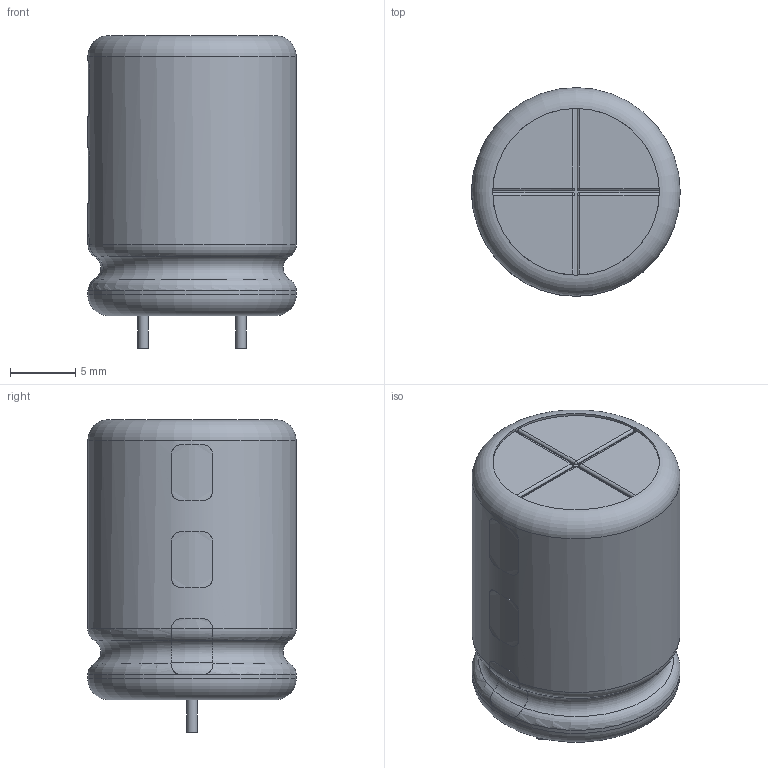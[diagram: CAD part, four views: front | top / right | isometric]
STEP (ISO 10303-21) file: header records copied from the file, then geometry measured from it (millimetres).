
FILE_DESCRIPTION(/* description */ (''),/* implementation_level */ '2;1');
FILE_NAME(/* name */ 'Cap TH D16.00mm H21.50mm L7.50mm.step',/* time_stamp */ '2020-05-30T03:02:02+02:00',/* author */ (''),/* organization */ (''),/* preprocessor_version */ 'ST-DEVELOPER v18.1',/* originating_system */ 'Autodesk Translation Framework v9.3.0.1241',/* authorisation */ '');
FILE_SCHEMA (('AUTOMOTIVE_DESIGN { 1 0 10303 214 3 1 1 }'));
Length unit declared in the file: millimetre
Products named in the file (1): Sample
Bounding box: 16.01 x 16 x 24 mm (x, y, z)
Volume: 4136.9 mm3; surface area: 1470.4 mm2
Topology: 1 solids, 1 shells, 75 faces, 197 edges, 126 vertices
Faces by surface type: cylinder 33, plane 28, torus 10, sphere 4
Full cylindrical faces by diameter (mm): 0.8 x2, 12.8 x2, 16 x2
Entity records: 2727 total; most frequent: CARTESIAN_POINT 817, ORIENTED_EDGE 394, DIRECTION 370, EDGE_CURVE 197, AXIS2_PLACEMENT_3D 145, VERTEX_POINT 126, LINE 80, VECTOR 80
